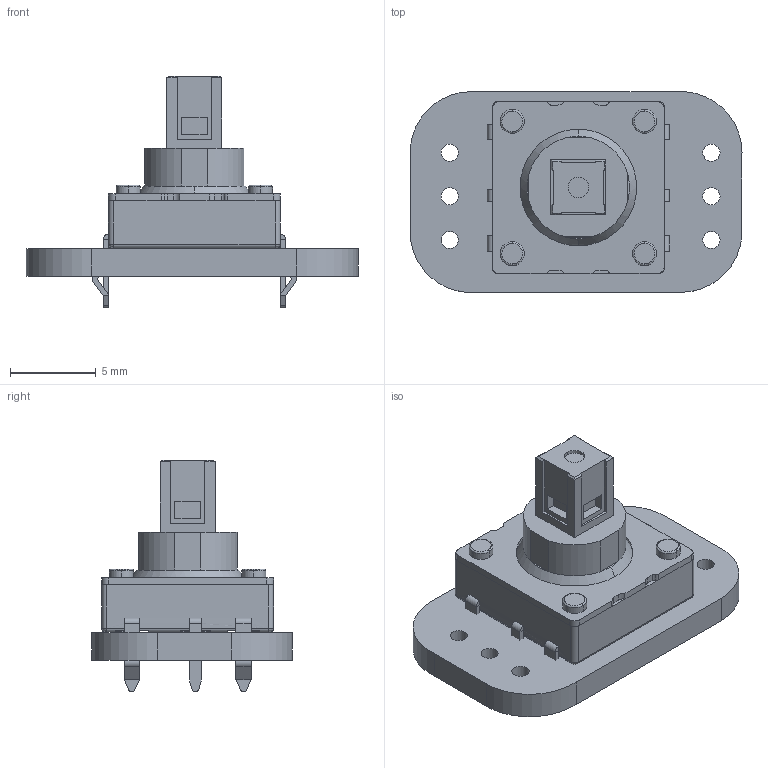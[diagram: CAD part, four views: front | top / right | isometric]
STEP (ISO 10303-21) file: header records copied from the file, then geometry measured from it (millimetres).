
FILE_DESCRIPTION(('KiCad electronic assembly'),'2;1');
FILE_NAME('alps-switch.step','2021-06-19T00:01:36',('An Author'),( 'A Company'),'Open CASCADE STEP processor 7.5', 'KiCad to STEP converter','Unknown');
FILE_SCHEMA(('AUTOMOTIVE_DESIGN { 1 0 10303 214 1 1 1 1 }'));
Length unit declared in the file: millimetre
Products named in the file (4): Open CASCADE STEP translator 7.5 1; skqucaa010; SOLID; COMPOUND
Assembly tree (3 placements, depth 3):
  Open CASCADE STEP translator 7.5 1
    skqucaa010
      SOLID
    COMPOUND
Bounding box: 19.32 x 11.68 x 13.5 mm (x, y, z)
Volume: 757.9 mm3; surface area: 1073.8 mm2
Topology: 2 solids, 6 shells, 371 faces, 922 edges, 582 vertices
Faces by surface type: plane 199, cylinder 150, bspline 14, cone 8
Full cylindrical faces by diameter (mm): 0.75 x1, 1 x6, 1.05 x1
Entity records: 27320 total; most frequent: CARTESIAN_POINT 6515, DIRECTION 3556, LINE 2061, VECTOR 2061, ORIENTED_EDGE 1844, PCURVE 1844, DEFINITIONAL_REPRESENTATION 1844, EDGE_CURVE 922
